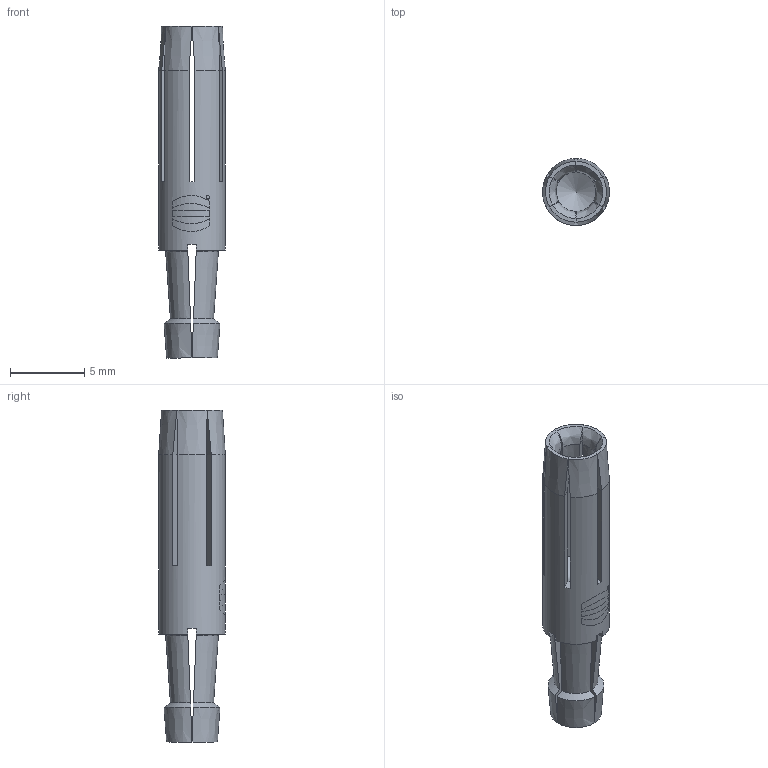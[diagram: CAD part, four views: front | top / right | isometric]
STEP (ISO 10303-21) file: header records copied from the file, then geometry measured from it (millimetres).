
FILE_DESCRIPTION(/* description */ (''),/* implementation_level */ '2;1');
FILE_NAME(/* name */ '100712090ugm000_a.stp',/* time_stamp */ '2017-02-28T13:43:33+01:00',/* author */ (''),/* organization */ (''),/* preprocessor_version */ 'ST-DEVELOPER v16',/* originating_system */ 'SIEMENS PLM Software NX 10.0',/* authorisation */ '');
FILE_SCHEMA (('AUTOMOTIVE_DESIGN { 1 0 10303 214 3 1 1 1 }'));
Length unit declared in the file: millimetre
Products named in the file (1): 100712090ugm000_a
Bounding box: 4.5 x 4.5 x 22.35 mm (x, y, z)
Volume: 171.6 mm3; surface area: 542 mm2
Topology: 1 solids, 1 shells, 106 faces, 312 edges, 216 vertices
Faces by surface type: plane 49, cone 28, cylinder 15, bspline 14
Full cylindrical faces by diameter (mm): 4.5 x1
Entity records: 4050 total; most frequent: CARTESIAN_POINT 1334, ORIENTED_EDGE 584, DIRECTION 498, EDGE_CURVE 292, AXIS2_PLACEMENT_3D 205, VERTEX_POINT 190, EDGE_LOOP 114, ADVANCED_FACE 106
